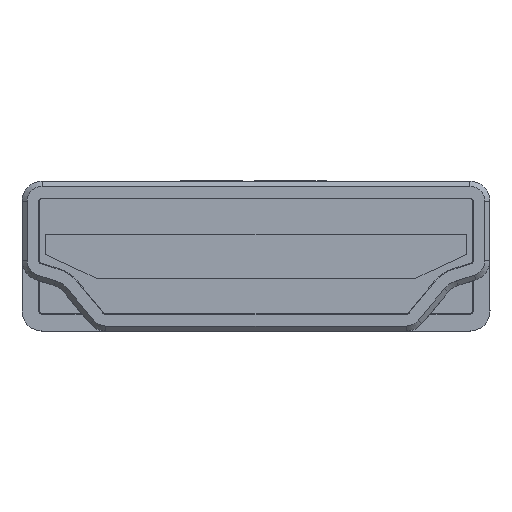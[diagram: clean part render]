
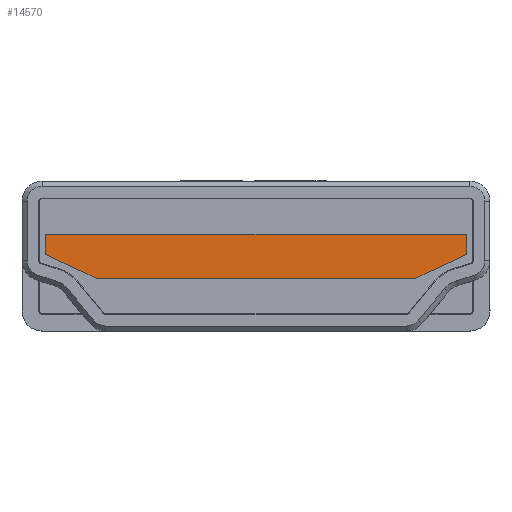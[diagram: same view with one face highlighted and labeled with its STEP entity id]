
A CAD part, front view. The second image highlights one B-rep face of the part: STEP entity #14570.
In plain terms, the highlighted planar face has unit normal (0, -1, 0).
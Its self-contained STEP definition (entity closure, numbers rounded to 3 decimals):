
#32 = EDGE_CURVE ( 'NONE', #9998, #14306, #13219, .T. ) ;
#276 = ORIENTED_EDGE ( 'NONE', *, *, #1917, .F. ) ;
#464 = PLANE ( 'NONE',  #2259 ) ;
#996 = DIRECTION ( 'NONE',  ( 1., 0., 0. ) ) ;
#1853 = CARTESIAN_POINT ( 'NONE',  ( 0., -4.6, 0.65 ) ) ;
#1917 = EDGE_CURVE ( 'NONE', #11344, #2465, #3192, .T. ) ;
#2259 = AXIS2_PLACEMENT_3D ( 'NONE', #17025, #8842, #996 ) ;
#2465 = VERTEX_POINT ( 'NONE', #20123 ) ;
#2519 = ORIENTED_EDGE ( 'NONE', *, *, #7639, .T. ) ;
#3078 = CARTESIAN_POINT ( 'NONE',  ( 1.099, -4.6, -2.354 ) ) ;
#3192 = LINE ( 'NONE', #3078, #18835 ) ;
#3543 = CARTESIAN_POINT ( 'NONE',  ( -6.25, -4.6, 0. ) ) ;
#4507 = CARTESIAN_POINT ( 'NONE',  ( -4.75, -4.6, -0.65 ) ) ;
#5030 = DIRECTION ( 'NONE',  ( 0., 0., 1. ) ) ;
#5061 = ORIENTED_EDGE ( 'NONE', *, *, #15825, .T. ) ;
#5188 = CARTESIAN_POINT ( 'NONE',  ( -1.099, -4.6, -2.354 ) ) ;
#5837 = ORIENTED_EDGE ( 'NONE', *, *, #8832, .T. ) ;
#5880 = CARTESIAN_POINT ( 'NONE',  ( -6.25, -4.6, 0.05 ) ) ;
#6269 = EDGE_LOOP ( 'NONE', ( #276, #5837, #11112, #17623, #5061, #2519 ) ) ;
#6404 = VERTEX_POINT ( 'NONE', #4507 ) ;
#6956 = VERTEX_POINT ( 'NONE', #19844 ) ;
#7634 = CARTESIAN_POINT ( 'NONE',  ( 0., -4.6, -0.65 ) ) ;
#7639 = EDGE_CURVE ( 'NONE', #6404, #2465, #18796, .T. ) ;
#7913 = VECTOR ( 'NONE', #20179, 1000. ) ;
#8832 = EDGE_CURVE ( 'NONE', #11344, #6956, #9837, .T. ) ;
#8842 = DIRECTION ( 'NONE',  ( 0., -1., 0. ) ) ;
#9837 = LINE ( 'NONE', #16533, #11620 ) ;
#9998 = VERTEX_POINT ( 'NONE', #5880 ) ;
#10045 = CARTESIAN_POINT ( 'NONE',  ( -6.25, -4.6, 0.65 ) ) ;
#10403 = LINE ( 'NONE', #5188, #13251 ) ;
#11112 = ORIENTED_EDGE ( 'NONE', *, *, #15232, .F. ) ;
#11344 = VERTEX_POINT ( 'NONE', #16497 ) ;
#11603 = LINE ( 'NONE', #1853, #21126 ) ;
#11620 = VECTOR ( 'NONE', #5030, 1000. ) ;
#12221 = DIRECTION ( 'NONE',  ( 1., 0., 0. ) ) ;
#13060 = DIRECTION ( 'NONE',  ( 1., 0., 0. ) ) ;
#13219 = LINE ( 'NONE', #3543, #7913 ) ;
#13251 = VECTOR ( 'NONE', #18368, 1000. ) ;
#14306 = VERTEX_POINT ( 'NONE', #10045 ) ;
#14570 = ADVANCED_FACE ( 'NONE', ( #16831 ), #464, .T. ) ;
#15232 = EDGE_CURVE ( 'NONE', #14306, #6956, #11603, .T. ) ;
#15825 = EDGE_CURVE ( 'NONE', #9998, #6404, #10403, .T. ) ;
#16305 = DIRECTION ( 'NONE',  ( -0.906, 0., -0.423 ) ) ;
#16497 = CARTESIAN_POINT ( 'NONE',  ( 6.25, -4.6, 0.05 ) ) ;
#16533 = CARTESIAN_POINT ( 'NONE',  ( 6.25, -4.6, 0. ) ) ;
#16831 = FACE_OUTER_BOUND ( 'NONE', #6269, .T. ) ;
#17025 = CARTESIAN_POINT ( 'NONE',  ( 0., -4.6, 0. ) ) ;
#17623 = ORIENTED_EDGE ( 'NONE', *, *, #32, .F. ) ;
#18368 = DIRECTION ( 'NONE',  ( 0.906, 0., -0.423 ) ) ;
#18796 = LINE ( 'NONE', #7634, #21252 ) ;
#18835 = VECTOR ( 'NONE', #16305, 1000. ) ;
#19844 = CARTESIAN_POINT ( 'NONE',  ( 6.25, -4.6, 0.65 ) ) ;
#20123 = CARTESIAN_POINT ( 'NONE',  ( 4.75, -4.6, -0.65 ) ) ;
#20179 = DIRECTION ( 'NONE',  ( 0., 0., 1. ) ) ;
#21126 = VECTOR ( 'NONE', #13060, 1000. ) ;
#21252 = VECTOR ( 'NONE', #12221, 1000. ) ;
